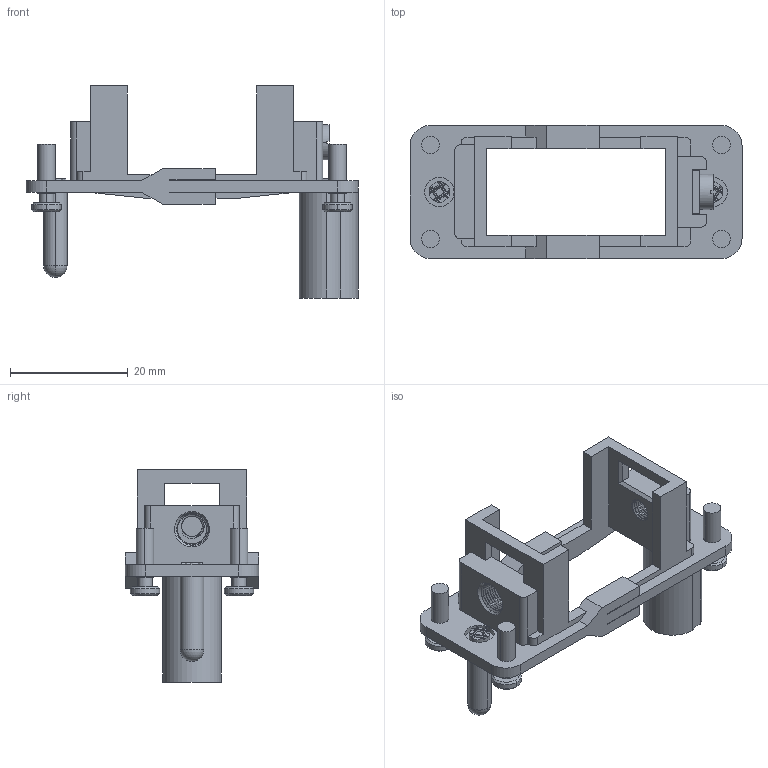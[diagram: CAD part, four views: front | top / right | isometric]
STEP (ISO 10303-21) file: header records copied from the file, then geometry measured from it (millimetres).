
FILE_DESCRIPTION((''),'2;1');
FILE_NAME('3D_1290100001091_HF10A_V1_0','2021-06-08T',('lian.chen'),(''),'PRO/ENGINEER BY PARAMETRIC TECHNOLOGY CORPORATION, 2012480','PRO/ENGINEER BY PARAMETRIC TECHNOLOGY CORPORATION, 2012480','');
FILE_SCHEMA(('AUTOMOTIVE_DESIGN { 1 0 10303 214 1 1 1 1 }'));
Length unit declared in the file: millimetre
Products named in the file (1): 3D_1290100001091_HF10A_V1_0
Bounding box: 56.5 x 22.7 x 36.1 mm (x, y, z)
Volume: 6038.1 mm3; surface area: 7403.7 mm2
Topology: 1 solids, 3 shells, 510 faces, 1343 edges, 867 vertices
Faces by surface type: plane 303, cylinder 143, bspline 44, cone 18, sphere 2
Entity records: 20664 total; most frequent: CARTESIAN_POINT 8164, ORIENTED_EDGE 2682, DIRECTION 2282, EDGE_CURVE 1341, VERTEX_POINT 867, VECTOR 866, LINE 866, AXIS2_PLACEMENT_3D 708
